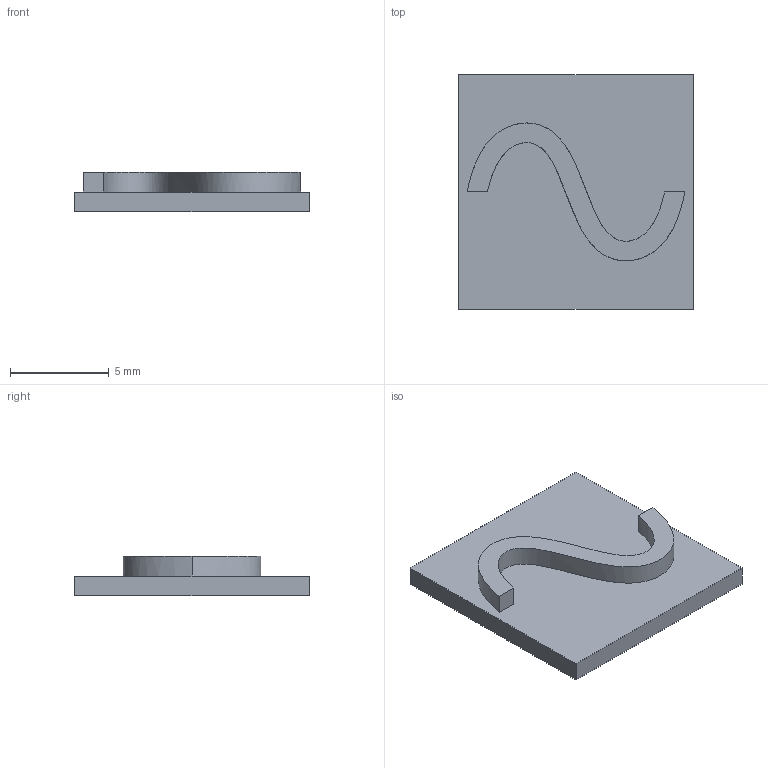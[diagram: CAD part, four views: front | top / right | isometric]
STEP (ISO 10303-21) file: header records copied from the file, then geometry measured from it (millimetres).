
FILE_DESCRIPTION(/* description */ (''),/* implementation_level */ '2;1');
FILE_NAME(/* name */ 'icon_system.step',/* time_stamp */ '2021-03-05T09:33:37-05:00',/* author */ (''),/* organization */ (''),/* preprocessor_version */ 'ST-DEVELOPER v18.1',/* originating_system */ 'Autodesk Translation Framework v9.10.0.1330',/* authorisation */ '');
FILE_SCHEMA (('AUTOMOTIVE_DESIGN { 1 0 10303 214 3 1 1 }'));
Length unit declared in the file: millimetre
Products named in the file (1): system
Bounding box: 11.9 x 11.9 x 2 mm (x, y, z)
Volume: 159.1 mm3; surface area: 366.4 mm2
Topology: 1 solids, 1 shells, 11 faces, 24 edges, 16 vertices
Faces by surface type: plane 9, bspline 2
Entity records: 530 total; most frequent: CARTESIAN_POINT 246, ORIENTED_EDGE 48, DIRECTION 40, EDGE_CURVE 24, LINE 20, VECTOR 20, VERTEX_POINT 16, EDGE_LOOP 12
